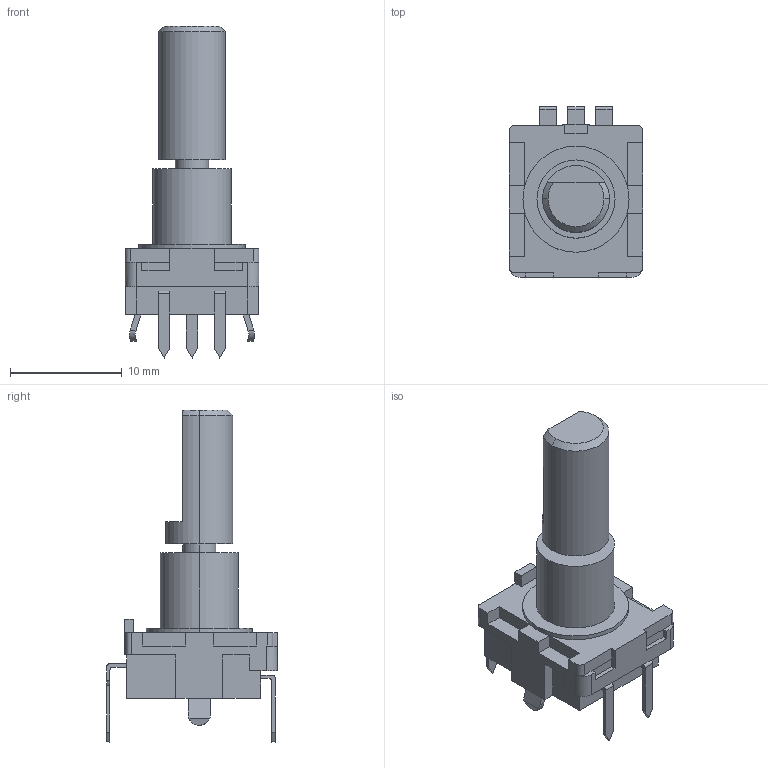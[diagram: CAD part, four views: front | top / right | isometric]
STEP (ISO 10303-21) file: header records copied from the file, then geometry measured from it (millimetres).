
FILE_DESCRIPTION (( 'STEP AP214' ), '1' );
FILE_NAME ('E0A9B38B-DDE0-46DE-B41F-6BE8DBCDD3E1.STEP', '2023-05-13T22:36:26', ( '' ), ( '' ), 'SwSTEP 2.0', 'SolidWorks 2022', '' );
FILE_SCHEMA (( 'AUTOMOTIVE_DESIGN' ));
Length unit declared in the file: millimetre
Products named in the file (1): E0A9B38B-DDE0-46DE-B41F-6BE8DBCDD3E1
Bounding box: 12 x 15.3 x 29.75 mm (x, y, z)
Volume: 1418.4 mm3; surface area: 1192.8 mm2
Topology: 1 solids, 1 shells, 163 faces, 448 edges, 298 vertices
Faces by surface type: plane 132, cylinder 28, cone 3
Entity records: 5159 total; most frequent: CARTESIAN_POINT 968, ORIENTED_EDGE 896, DIRECTION 813, EDGE_CURVE 448, VECTOR 371, LINE 371, VERTEX_POINT 298, AXIS2_PLACEMENT_3D 221
